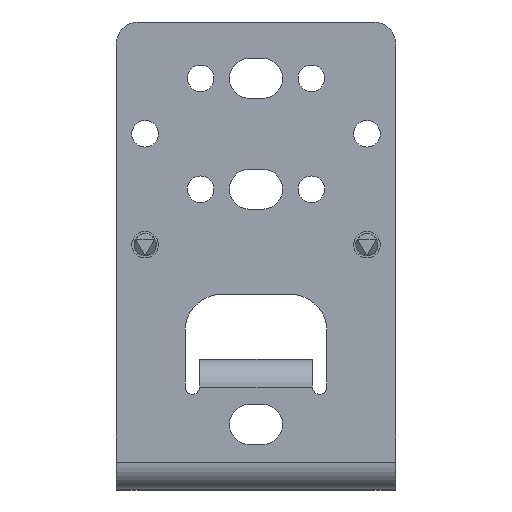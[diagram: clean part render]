
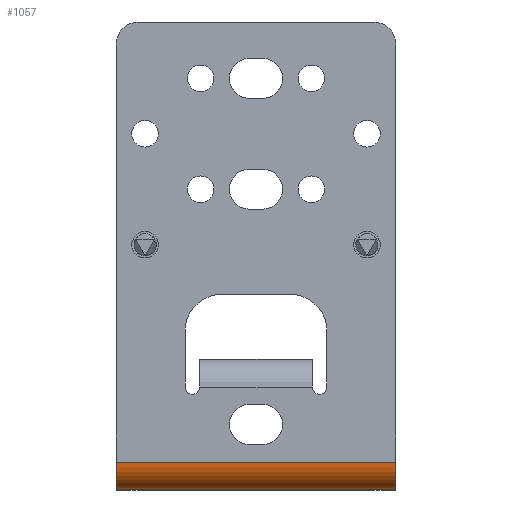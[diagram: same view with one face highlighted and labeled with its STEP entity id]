
A CAD part, left-side view. The second image highlights one B-rep face of the part: STEP entity #1057.
In plain terms, the highlighted cylindrical face has radius 6.3 mm (diameter 12.6 mm), a partial arc.
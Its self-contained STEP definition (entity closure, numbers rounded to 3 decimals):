
#62 = DIRECTION ( 'NONE',  ( 0., 1., 0. ) ) ;
#64 = EDGE_CURVE ( 'NONE', #89, #2047, #2038, .T. ) ;
#89 = VERTEX_POINT ( 'NONE', #2246 ) ;
#114 = EDGE_CURVE ( 'NONE', #2047, #3641, #1715, .T. ) ;
#253 = CARTESIAN_POINT ( 'NONE',  ( -46.45, -31.5, -3. ) ) ;
#384 = DIRECTION ( 'NONE',  ( 0., -1., 0. ) ) ;
#533 = LINE ( 'NONE', #1229, #734 ) ;
#539 = CARTESIAN_POINT ( 'NONE',  ( -46.45, 31.5, -3. ) ) ;
#734 = VECTOR ( 'NONE', #983, 1000. ) ;
#740 = ORIENTED_EDGE ( 'NONE', *, *, #64, .F. ) ;
#977 = DIRECTION ( 'NONE',  ( 0., 0., -1. ) ) ;
#983 = DIRECTION ( 'NONE',  ( 0., 1., 0. ) ) ;
#995 = FACE_OUTER_BOUND ( 'NONE', #3177, .T. ) ;
#1036 = ORIENTED_EDGE ( 'NONE', *, *, #2340, .T. ) ;
#1057 = ADVANCED_FACE ( 'NONE', ( #995 ), #1889, .T. ) ;
#1190 = AXIS2_PLACEMENT_3D ( 'NONE', #1299, #62, #977 ) ;
#1229 = CARTESIAN_POINT ( 'NONE',  ( -52.75, 31.5, 3.3 ) ) ;
#1299 = CARTESIAN_POINT ( 'NONE',  ( -46.45, 31.5, 3.3 ) ) ;
#1535 = DIRECTION ( 'NONE',  ( 0., -1., 0. ) ) ;
#1558 = CARTESIAN_POINT ( 'NONE',  ( -52.75, 31.5, 3.3 ) ) ;
#1606 = DIRECTION ( 'NONE',  ( 0., 0., -1. ) ) ;
#1622 = CARTESIAN_POINT ( 'NONE',  ( -46.45, -31.5, 3.3 ) ) ;
#1691 = VERTEX_POINT ( 'NONE', #1558 ) ;
#1715 = LINE ( 'NONE', #1898, #1897 ) ;
#1889 = CYLINDRICAL_SURFACE ( 'NONE', #2195, 6.3 ) ;
#1897 = VECTOR ( 'NONE', #3481, 1000. ) ;
#1898 = CARTESIAN_POINT ( 'NONE',  ( -46.45, -31.5, -3. ) ) ;
#2038 = CIRCLE ( 'NONE', #3677, 6.3 ) ;
#2047 = VERTEX_POINT ( 'NONE', #253 ) ;
#2195 = AXIS2_PLACEMENT_3D ( 'NONE', #3062, #1535, #3349 ) ;
#2246 = CARTESIAN_POINT ( 'NONE',  ( -52.75, -31.5, 3.3 ) ) ;
#2340 = EDGE_CURVE ( 'NONE', #89, #1691, #533, .T. ) ;
#3006 = ORIENTED_EDGE ( 'NONE', *, *, #3378, .F. ) ;
#3062 = CARTESIAN_POINT ( 'NONE',  ( -46.45, -31.5, 3.3 ) ) ;
#3177 = EDGE_LOOP ( 'NONE', ( #3845, #740, #1036, #3006 ) ) ;
#3349 = DIRECTION ( 'NONE',  ( -1., 0., 0. ) ) ;
#3378 = EDGE_CURVE ( 'NONE', #3641, #1691, #3549, .T. ) ;
#3481 = DIRECTION ( 'NONE',  ( 0., 1., 0. ) ) ;
#3549 = CIRCLE ( 'NONE', #1190, 6.3 ) ;
#3641 = VERTEX_POINT ( 'NONE', #539 ) ;
#3677 = AXIS2_PLACEMENT_3D ( 'NONE', #1622, #384, #1606 ) ;
#3845 = ORIENTED_EDGE ( 'NONE', *, *, #114, .F. ) ;
